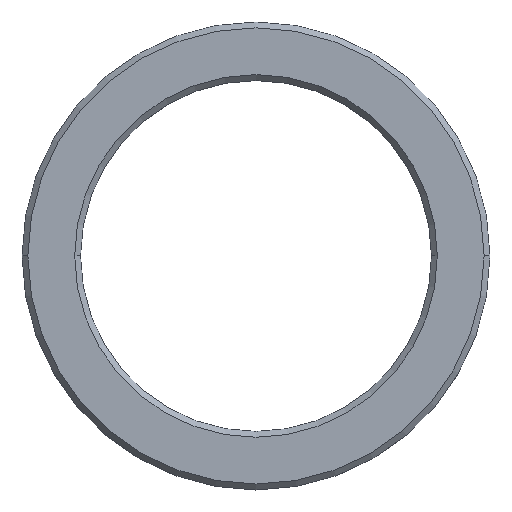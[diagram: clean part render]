
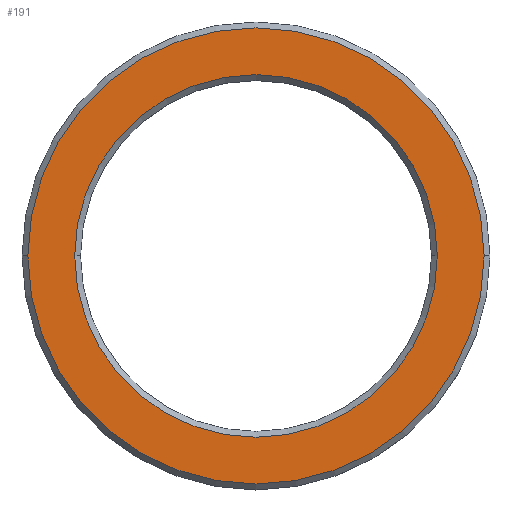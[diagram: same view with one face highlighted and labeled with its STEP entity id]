
A CAD part, top view. The second image highlights one B-rep face of the part: STEP entity #191.
In plain terms, the highlighted planar face has unit normal (0, 0, 1).
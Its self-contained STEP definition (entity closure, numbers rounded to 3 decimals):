
#6 = VERTEX_POINT ( 'NONE', #95 ) ;
#7 = DIRECTION ( 'NONE',  ( 0., 0., -1. ) ) ;
#8 = EDGE_CURVE ( 'NONE', #6, #364, #30, .T. ) ;
#23 = CARTESIAN_POINT ( 'NONE',  ( -7.75, 0., 1.5 ) ) ;
#30 = CIRCLE ( 'NONE', #98, 9.75 ) ;
#74 = EDGE_CURVE ( 'NONE', #364, #6, #305, .T. ) ;
#84 = ORIENTED_EDGE ( 'NONE', *, *, #200, .T. ) ;
#95 = CARTESIAN_POINT ( 'NONE',  ( 9.75, 0., 1.5 ) ) ;
#98 = AXIS2_PLACEMENT_3D ( 'NONE', #384, #314, #211 ) ;
#101 = DIRECTION ( 'NONE',  ( 1., 0., 0. ) ) ;
#112 = CARTESIAN_POINT ( 'NONE',  ( 0., 10., 1.5 ) ) ;
#116 = FACE_BOUND ( 'NONE', #217, .T. ) ;
#138 = CIRCLE ( 'NONE', #403, 7.75 ) ;
#139 = CARTESIAN_POINT ( 'NONE',  ( 0., 0., 1.5 ) ) ;
#149 = VERTEX_POINT ( 'NONE', #170 ) ;
#159 = CARTESIAN_POINT ( 'NONE',  ( 0., 0., 1.5 ) ) ;
#160 = ORIENTED_EDGE ( 'NONE', *, *, #74, .T. ) ;
#164 = DIRECTION ( 'NONE',  ( 0., 0., 1. ) ) ;
#170 = CARTESIAN_POINT ( 'NONE',  ( 7.75, 0., 1.5 ) ) ;
#178 = EDGE_LOOP ( 'NONE', ( #160, #353 ) ) ;
#188 = AXIS2_PLACEMENT_3D ( 'NONE', #112, #366, #333 ) ;
#191 = ADVANCED_FACE ( 'NONE', ( #116, #362 ), #233, .T. ) ;
#192 = CARTESIAN_POINT ( 'NONE',  ( 0., 0., 1.5 ) ) ;
#200 = EDGE_CURVE ( 'NONE', #407, #149, #324, .T. ) ;
#204 = AXIS2_PLACEMENT_3D ( 'NONE', #192, #164, #101 ) ;
#207 = DIRECTION ( 'NONE',  ( 0., 0., -1. ) ) ;
#211 = DIRECTION ( 'NONE',  ( 1., 0., 0. ) ) ;
#217 = EDGE_LOOP ( 'NONE', ( #374, #84 ) ) ;
#233 = PLANE ( 'NONE',  #188 ) ;
#305 = CIRCLE ( 'NONE', #204, 9.75 ) ;
#314 = DIRECTION ( 'NONE',  ( 0., 0., 1. ) ) ;
#324 = CIRCLE ( 'NONE', #359, 7.75 ) ;
#333 = DIRECTION ( 'NONE',  ( 1., 0., 0. ) ) ;
#346 = EDGE_CURVE ( 'NONE', #149, #407, #138, .T. ) ;
#353 = ORIENTED_EDGE ( 'NONE', *, *, #8, .T. ) ;
#359 = AXIS2_PLACEMENT_3D ( 'NONE', #139, #7, #399 ) ;
#362 = FACE_OUTER_BOUND ( 'NONE', #178, .T. ) ;
#364 = VERTEX_POINT ( 'NONE', #373 ) ;
#366 = DIRECTION ( 'NONE',  ( 0., 0., 1. ) ) ;
#373 = CARTESIAN_POINT ( 'NONE',  ( -9.75, 0., 1.5 ) ) ;
#374 = ORIENTED_EDGE ( 'NONE', *, *, #346, .T. ) ;
#377 = DIRECTION ( 'NONE',  ( 1., 0., 0. ) ) ;
#384 = CARTESIAN_POINT ( 'NONE',  ( 0., 0., 1.5 ) ) ;
#399 = DIRECTION ( 'NONE',  ( 1., 0., 0. ) ) ;
#403 = AXIS2_PLACEMENT_3D ( 'NONE', #159, #207, #377 ) ;
#407 = VERTEX_POINT ( 'NONE', #23 ) ;
